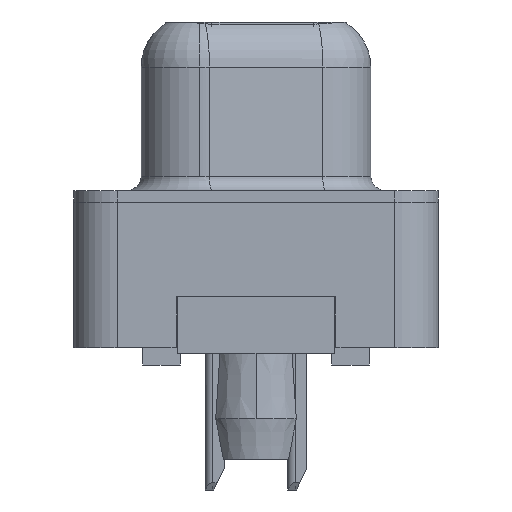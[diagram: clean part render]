
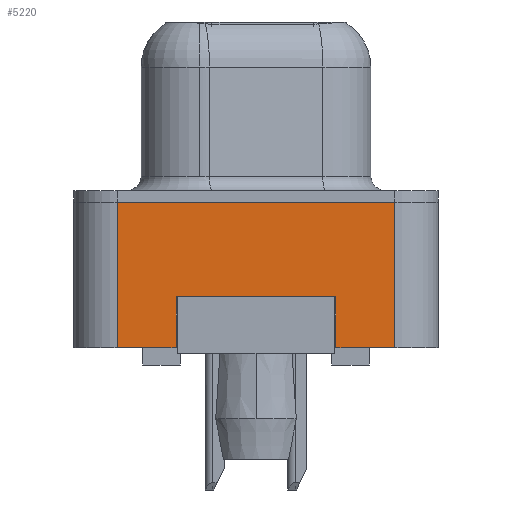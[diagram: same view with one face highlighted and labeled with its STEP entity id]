
A CAD part, left-side view. The second image highlights one B-rep face of the part: STEP entity #5220.
In plain terms, the highlighted planar face has unit normal (-1, 0, 0).
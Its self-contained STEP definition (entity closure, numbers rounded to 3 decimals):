
#134 = DIRECTION ( 'NONE',  ( 0., 0., -1. ) ) ;
#448 = EDGE_CURVE ( 'NONE', #3917, #13030, #2219, .T. ) ;
#694 = EDGE_CURVE ( 'NONE', #14691, #4071, #11564, .T. ) ;
#737 = CARTESIAN_POINT ( 'NONE',  ( -2.905, -2.75, -3.25 ) ) ;
#966 = DIRECTION ( 'NONE',  ( 0., 0., 1. ) ) ;
#1435 = ORIENTED_EDGE ( 'NONE', *, *, #12345, .F. ) ;
#2130 = PLANE ( 'NONE',  #13439 ) ;
#2219 = LINE ( 'NONE', #7040, #12350 ) ;
#2451 = ORIENTED_EDGE ( 'NONE', *, *, #11376, .T. ) ;
#2647 = ORIENTED_EDGE ( 'NONE', *, *, #9250, .F. ) ;
#3024 = DIRECTION ( 'NONE',  ( 0., 0., 1. ) ) ;
#3251 = DIRECTION ( 'NONE',  ( 0., 1., 0. ) ) ;
#3917 = VERTEX_POINT ( 'NONE', #737 ) ;
#4071 = VERTEX_POINT ( 'NONE', #9585 ) ;
#4305 = VECTOR ( 'NONE', #14890, 1000. ) ;
#4602 = LINE ( 'NONE', #14126, #14476 ) ;
#4993 = VECTOR ( 'NONE', #5384, 1000. ) ;
#5220 = ADVANCED_FACE ( 'NONE', ( #5547 ), #2130, .T. ) ;
#5384 = DIRECTION ( 'NONE',  ( 0., -1., 0. ) ) ;
#5547 = FACE_OUTER_BOUND ( 'NONE', #12869, .T. ) ;
#5617 = CARTESIAN_POINT ( 'NONE',  ( -2.905, -4.775, -5. ) ) ;
#5633 = DIRECTION ( 'NONE',  ( 0., 0., 1. ) ) ;
#6029 = CARTESIAN_POINT ( 'NONE',  ( -2.905, 2.75, -5. ) ) ;
#6157 = CARTESIAN_POINT ( 'NONE',  ( -2.905, 2.75, -3.25 ) ) ;
#6230 = CARTESIAN_POINT ( 'NONE',  ( -2.905, 4.775, 0. ) ) ;
#6469 = VERTEX_POINT ( 'NONE', #6230 ) ;
#6557 = LINE ( 'NONE', #8826, #9039 ) ;
#7040 = CARTESIAN_POINT ( 'NONE',  ( -2.905, -2.75, -3.25 ) ) ;
#7654 = EDGE_CURVE ( 'NONE', #13030, #14691, #8036, .T. ) ;
#8036 = LINE ( 'NONE', #5617, #4993 ) ;
#8164 = EDGE_CURVE ( 'NONE', #14299, #6469, #8950, .T. ) ;
#8187 = DIRECTION ( 'NONE',  ( 0., 0., -1. ) ) ;
#8229 = EDGE_CURVE ( 'NONE', #3917, #13906, #12041, .T. ) ;
#8826 = CARTESIAN_POINT ( 'NONE',  ( -2.905, -4.775, 0. ) ) ;
#8950 = LINE ( 'NONE', #13716, #11500 ) ;
#9039 = VECTOR ( 'NONE', #13594, 1000. ) ;
#9058 = CARTESIAN_POINT ( 'NONE',  ( -2.905, -4.775, -5. ) ) ;
#9250 = EDGE_CURVE ( 'NONE', #13906, #11735, #4602, .T. ) ;
#9499 = ORIENTED_EDGE ( 'NONE', *, *, #448, .T. ) ;
#9585 = CARTESIAN_POINT ( 'NONE',  ( -2.905, -4.775, 0. ) ) ;
#9874 = ORIENTED_EDGE ( 'NONE', *, *, #7654, .T. ) ;
#10337 = ORIENTED_EDGE ( 'NONE', *, *, #8164, .F. ) ;
#10876 = CARTESIAN_POINT ( 'NONE',  ( -2.905, 2.75, -3.25 ) ) ;
#11199 = LINE ( 'NONE', #13929, #4305 ) ;
#11376 = EDGE_CURVE ( 'NONE', #14299, #11735, #11199, .T. ) ;
#11500 = VECTOR ( 'NONE', #3024, 1000. ) ;
#11564 = LINE ( 'NONE', #15090, #12893 ) ;
#11735 = VERTEX_POINT ( 'NONE', #6029 ) ;
#12041 = LINE ( 'NONE', #10876, #12980 ) ;
#12060 = ORIENTED_EDGE ( 'NONE', *, *, #694, .T. ) ;
#12345 = EDGE_CURVE ( 'NONE', #6469, #4071, #6557, .T. ) ;
#12350 = VECTOR ( 'NONE', #134, 1000. ) ;
#12647 = DIRECTION ( 'NONE',  ( -1., 0., 0. ) ) ;
#12806 = CARTESIAN_POINT ( 'NONE',  ( -2.905, -4.775, -5. ) ) ;
#12869 = EDGE_LOOP ( 'NONE', ( #9499, #9874, #12060, #1435, #10337, #2451, #2647, #13992 ) ) ;
#12893 = VECTOR ( 'NONE', #5633, 1000. ) ;
#12980 = VECTOR ( 'NONE', #3251, 1000. ) ;
#13030 = VERTEX_POINT ( 'NONE', #13241 ) ;
#13241 = CARTESIAN_POINT ( 'NONE',  ( -2.905, -2.75, -5. ) ) ;
#13401 = CARTESIAN_POINT ( 'NONE',  ( -2.905, 4.775, -5. ) ) ;
#13439 = AXIS2_PLACEMENT_3D ( 'NONE', #12806, #12647, #966 ) ;
#13594 = DIRECTION ( 'NONE',  ( 0., -1., 0. ) ) ;
#13716 = CARTESIAN_POINT ( 'NONE',  ( -2.905, 4.775, -5. ) ) ;
#13906 = VERTEX_POINT ( 'NONE', #6157 ) ;
#13929 = CARTESIAN_POINT ( 'NONE',  ( -2.905, -4.775, -5. ) ) ;
#13992 = ORIENTED_EDGE ( 'NONE', *, *, #8229, .F. ) ;
#14126 = CARTESIAN_POINT ( 'NONE',  ( -2.905, 2.75, -3.25 ) ) ;
#14299 = VERTEX_POINT ( 'NONE', #13401 ) ;
#14476 = VECTOR ( 'NONE', #8187, 1000. ) ;
#14691 = VERTEX_POINT ( 'NONE', #9058 ) ;
#14890 = DIRECTION ( 'NONE',  ( 0., -1., 0. ) ) ;
#15090 = CARTESIAN_POINT ( 'NONE',  ( -2.905, -4.775, -5. ) ) ;
